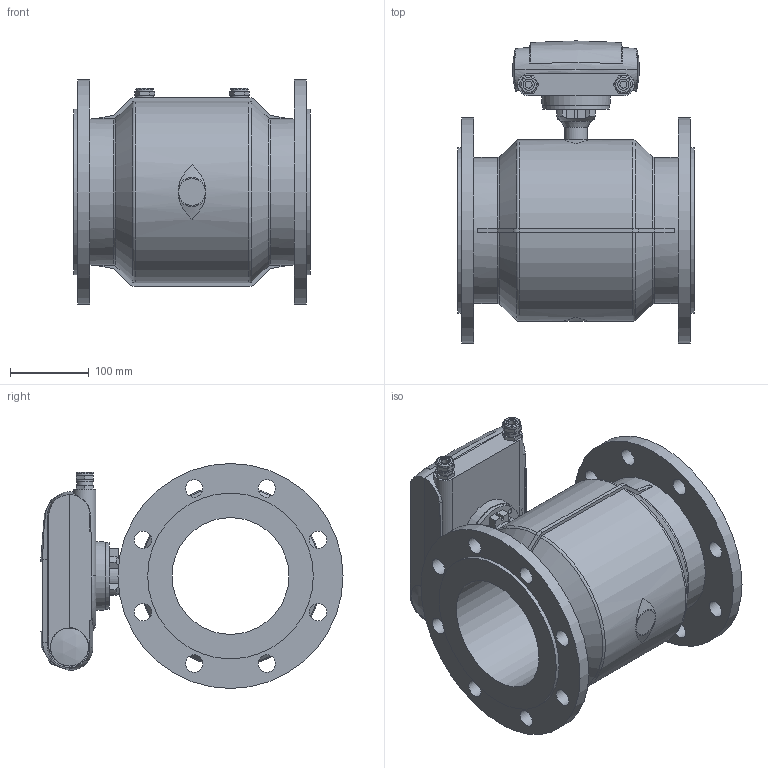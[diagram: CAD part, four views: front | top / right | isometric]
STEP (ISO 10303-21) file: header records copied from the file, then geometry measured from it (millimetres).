
FILE_DESCRIPTION (( 'STEP AP203' ), '1' );
FILE_NAME ('KROHNE_OPTIFLUX_2-4100C_180-WATERFLUX_3100C_180_DIN2633_DN150_PN16.STEP', '2011-05-04T07:22:26', ( '' ), ( '' ), 'SwSTEP 2.0', 'SolidWorks 2010', '' );
FILE_SCHEMA (( 'CONFIG_CONTROL_DESIGN' ));
Length unit declared in the file: millimetre
Products named in the file (1): KROHNE_OPTIFLUX_2-4100C_180-WATERFLUX_3100C_180_DIN2633_DN150_PN16
Bounding box: 300 x 382.5 x 285 mm (x, y, z)
Surface area: 790217.6 mm2 (no closed solid volume)
Topology: 0 solids, 15 shells, 492 faces, 1293 edges, 863 vertices
Faces by surface type: plane 315, cylinder 104, bspline 32, torus 24, cone 15, sphere 2
Full cylindrical faces by diameter (mm): 6.6 x8, 9 x2, 14 x2, 20 x2, 22 x20, 29 x1, 84 x2, 148 x1, 185 x2, 209.8 x2, 285 x2
Entity records: 17271 total; most frequent: CARTESIAN_POINT 5436, ORIENTED_EDGE 2390, DIRECTION 2281, EDGE_CURVE 1208, VERTEX_POINT 835, VECTOR 781, LINE 781, AXIS2_PLACEMENT_3D 750
